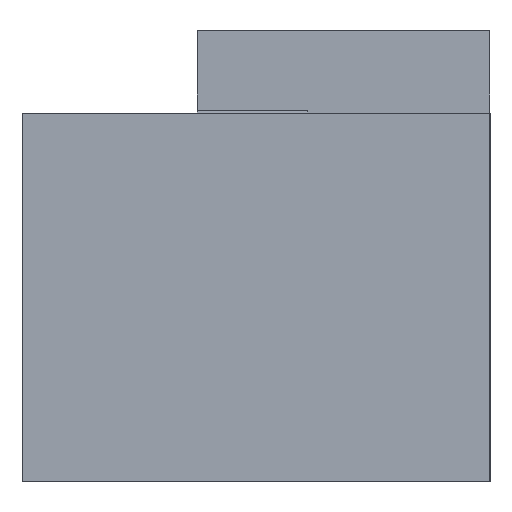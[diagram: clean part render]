
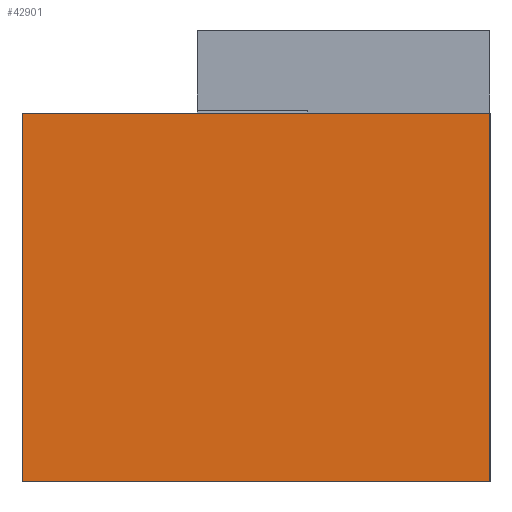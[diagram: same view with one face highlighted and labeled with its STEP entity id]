
A CAD part, left-side view. The second image highlights one B-rep face of the part: STEP entity #42901.
In plain terms, the highlighted planar face has unit normal (-1, 0, 0).
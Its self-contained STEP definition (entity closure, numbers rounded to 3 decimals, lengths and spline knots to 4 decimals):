
#1=DIRECTION('',(0.,1.,0.));
#2=VECTOR('',#1,5.08);
#3=CARTESIAN_POINT('',(-15.1,0.,-2.));
#4=LINE('',#3,#2);
#5=DIRECTION('',(0.,0.,-1.));
#6=VECTOR('',#5,4.);
#7=CARTESIAN_POINT('',(-15.1,5.08,2.));
#8=LINE('',#7,#6);
#9=DIRECTION('',(0.,-1.,0.));
#10=VECTOR('',#9,5.08);
#11=CARTESIAN_POINT('',(-15.1,5.08,2.));
#12=LINE('',#11,#10);
#13=DIRECTION('',(0.,0.,1.));
#14=VECTOR('',#13,4.);
#15=CARTESIAN_POINT('',(-15.1,0.,-2.));
#16=LINE('',#15,#14);
#38548=CARTESIAN_POINT('',(-15.1,5.08,-2.));
#38550=VERTEX_POINT('',#38548);
#39813=CARTESIAN_POINT('',(-15.1,5.08,2.));
#39814=VERTEX_POINT('',#39813);
#40041=CARTESIAN_POINT('',(-15.1,0.,-2.));
#40042=CARTESIAN_POINT('',(-15.1,0.,2.));
#40043=VERTEX_POINT('',#40041);
#40044=VERTEX_POINT('',#40042);
#42887=CARTESIAN_POINT('',(-15.1,1.59,0.));
#42888=DIRECTION('',(1.,0.,0.));
#42889=DIRECTION('',(0.,0.,1.));
#42890=AXIS2_PLACEMENT_3D('',#42887,#42888,#42889);
#42891=PLANE('',#42890);
#42893=ORIENTED_EDGE('',*,*,#42892,.T.);
#42895=ORIENTED_EDGE('',*,*,#42894,.F.);
#42897=ORIENTED_EDGE('',*,*,#42896,.T.);
#42898=ORIENTED_EDGE('',*,*,#42588,.F.);
#42899=EDGE_LOOP('',(#42893,#42895,#42897,#42898));
#42900=FACE_OUTER_BOUND('',#42899,.F.);
#42588=EDGE_CURVE('',#40043,#40044,#16,.T.);
#42892=EDGE_CURVE('',#40043,#38550,#4,.T.);
#42894=EDGE_CURVE('',#39814,#38550,#8,.T.);
#42896=EDGE_CURVE('',#39814,#40044,#12,.T.);
#42901=ADVANCED_FACE('',(#42900),#42891,.F.);
